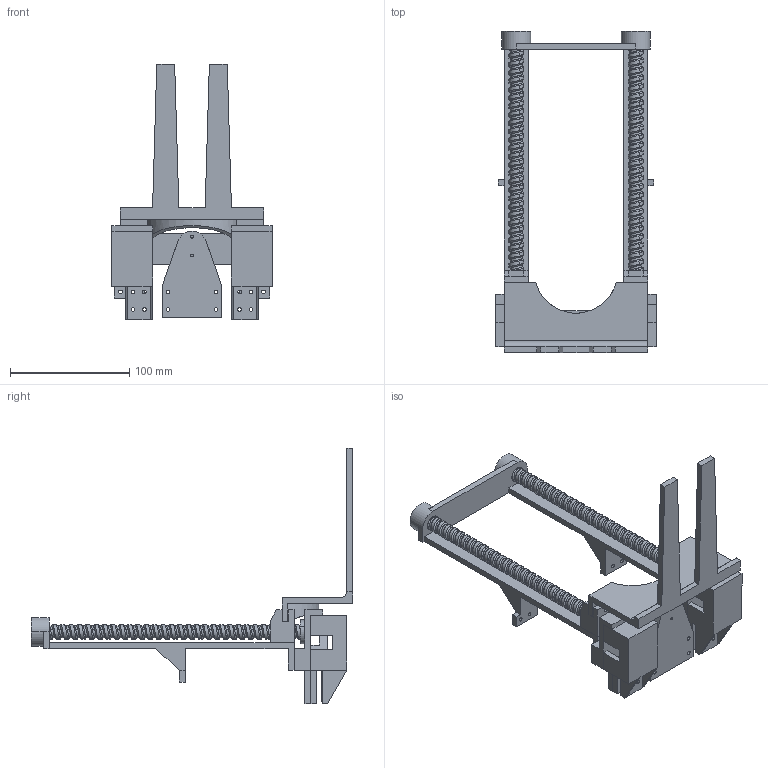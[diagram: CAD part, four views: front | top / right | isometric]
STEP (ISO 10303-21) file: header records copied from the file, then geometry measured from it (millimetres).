
FILE_DESCRIPTION (( 'STEP AP214' ), '1' );
FILE_NAME ('Assem 11.11.23.STEP', '2023-11-13T00:32:08', ( 'Admin' ), ( '' ), 'SwSTEP 2.0', 'SolidWorks 2023', '' );
FILE_SCHEMA (( 'AUTOMOTIVE_DESIGN' ));
Length unit declared in the file: millimetre
Products named in the file (10): Mirrorbase plate; plate guide; screw; MirrorPart3^Assem 6.11.23; dabbi lower; screw guide; Assem 11.11.23; dabbi upper^Assem 6.11.23; anti pivot mount^Assem 6.11.23; fork^Assem 6.11.23
Assembly tree (11 placements, depth 2):
  Assem 11.11.23
    screw guide
    screw  x2
    plate guide  x2
    dabbi lower
    dabbi upper^Assem 6.11.23
    MirrorPart3^Assem 6.11.23
    Mirrorbase plate
    anti pivot mount^Assem 6.11.23
    fork^Assem 6.11.23
Bounding box: 134 x 269 x 213.62 mm (x, y, z)
Volume: 316026.1 mm3; surface area: 149933.5 mm2
Topology: 11 solids, 11 shells, 661 faces, 1869 edges, 1230 vertices
Faces by surface type: cylinder 437, plane 216, bspline 8
Entity records: 26490 total; most frequent: CARTESIAN_POINT 14026, ORIENTED_EDGE 2658, DIRECTION 2301, EDGE_CURVE 1329, VERTEX_POINT 874, AXIS2_PLACEMENT_3D 783, LINE 735, VECTOR 735
